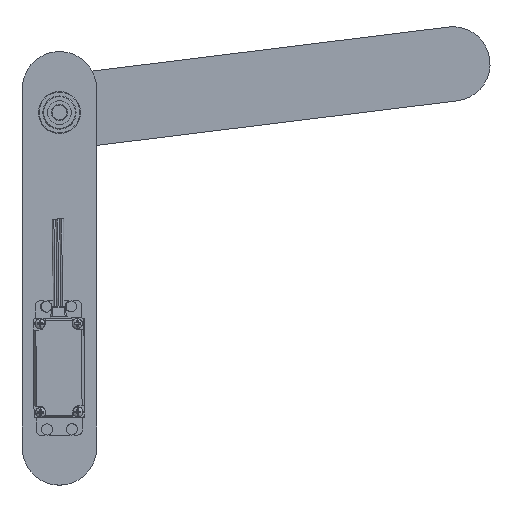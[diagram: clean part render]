
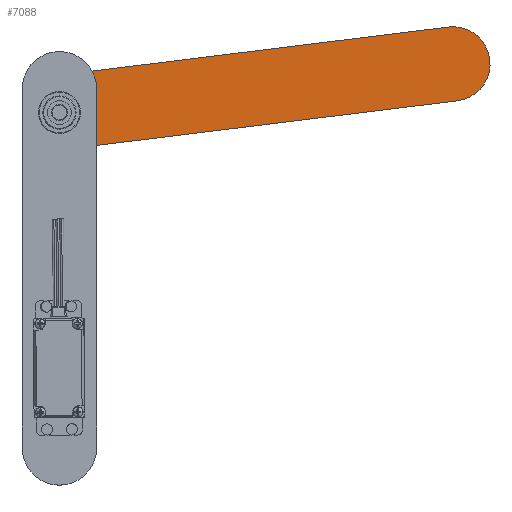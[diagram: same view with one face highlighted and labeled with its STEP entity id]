
A CAD part, left-side view. The second image highlights one B-rep face of the part: STEP entity #7088.
In plain terms, the highlighted face is planar.
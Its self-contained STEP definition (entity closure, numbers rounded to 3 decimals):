
#4498=CARTESIAN_POINT('',(0.,-8.5,0.));
#4499=DIRECTION('',(0.,1.,0.));
#4500=DIRECTION('',(-1.,0.,0.));
#4501=AXIS2_PLACEMENT_3D('',#4498,#4499,#4500);
#4503=CARTESIAN_POINT('',(0.,-8.5,160.));
#4504=DIRECTION('',(0.,-1.,0.));
#4505=DIRECTION('',(1.,0.,0.));
#4506=AXIS2_PLACEMENT_3D('',#4503,#4504,#4505);
#4508=CARTESIAN_POINT('',(-1.1,-8.5,-1.1));
#4509=DIRECTION('',(0.,1.,0.));
#4510=DIRECTION('',(0.,0.,-1.));
#4511=AXIS2_PLACEMENT_3D('',#4508,#4509,#4510);
#4513=DIRECTION('',(1.,0.,0.));
#4514=VECTOR('',#4513,2.2);
#4515=CARTESIAN_POINT('',(-1.1,-8.5,-15.));
#4516=LINE('',#4515,#4514);
#4517=CARTESIAN_POINT('',(1.1,-8.5,-1.1));
#4518=DIRECTION('',(0.,1.,0.));
#4519=DIRECTION('',(1.,0.,0.));
#4520=AXIS2_PLACEMENT_3D('',#4517,#4518,#4519);
#4522=DIRECTION('',(0.,0.,1.));
#4523=VECTOR('',#4522,161.1);
#4524=CARTESIAN_POINT('',(15.,-8.5,-1.1));
#4525=LINE('',#4524,#4523);
#4526=CARTESIAN_POINT('',(0.,-8.5,0.));
#4527=DIRECTION('',(0.,1.,0.));
#4528=DIRECTION('',(1.,0.,0.));
#4529=AXIS2_PLACEMENT_3D('',#4526,#4527,#4528);
#4646=DIRECTION('',(0.,0.,1.));
#4647=VECTOR('',#4646,161.1);
#4648=CARTESIAN_POINT('',(-15.,-8.5,-1.1));
#4649=LINE('',#4648,#4647);
#5792=CARTESIAN_POINT('',(-6.11,-8.5,0.));
#5793=CARTESIAN_POINT('',(6.11,-8.5,0.));
#5794=VERTEX_POINT('',#5792);
#5795=VERTEX_POINT('',#5793);
#5800=CARTESIAN_POINT('',(15.,-8.5,-1.1));
#5801=VERTEX_POINT('',#5800);
#5802=CARTESIAN_POINT('',(1.1,-8.5,-15.));
#5803=VERTEX_POINT('',#5802);
#5804=CARTESIAN_POINT('',(-1.1,-8.5,-15.));
#5805=CARTESIAN_POINT('',(-15.,-8.5,-1.1));
#5806=VERTEX_POINT('',#5804);
#5807=VERTEX_POINT('',#5805);
#5828=CARTESIAN_POINT('',(15.,-8.5,160.));
#5829=CARTESIAN_POINT('',(-15.,-8.5,160.));
#5830=VERTEX_POINT('',#5828);
#5831=VERTEX_POINT('',#5829);
#7064=CARTESIAN_POINT('',(0.,-8.5,0.));
#7065=DIRECTION('',(0.,-1.,0.));
#7066=DIRECTION('',(0.,0.,-1.));
#7067=AXIS2_PLACEMENT_3D('',#7064,#7065,#7066);
#7068=PLANE('',#7067);
#7070=ORIENTED_EDGE('',*,*,#7069,.T.);
#7072=ORIENTED_EDGE('',*,*,#7071,.F.);
#7074=ORIENTED_EDGE('',*,*,#7073,.F.);
#7076=ORIENTED_EDGE('',*,*,#7075,.T.);
#7078=ORIENTED_EDGE('',*,*,#7077,.F.);
#7080=ORIENTED_EDGE('',*,*,#7079,.T.);
#7081=EDGE_LOOP('',(#7070,#7072,#7074,#7076,#7078,#7080));
#7082=FACE_OUTER_BOUND('',#7081,.F.);
#7083=ORIENTED_EDGE('',*,*,#7054,.T.);
#7085=ORIENTED_EDGE('',*,*,#7084,.T.);
#7086=EDGE_LOOP('',(#7083,#7085));
#7087=FACE_BOUND('',#7086,.F.);
#7088=ADVANCED_FACE('',(#7082,#7087),#7068,.F.);
#4502=CIRCLE('',#4501,6.11);
#4507=CIRCLE('',#4506,15.);
#4512=CIRCLE('',#4511,13.9);
#4521=CIRCLE('',#4520,13.9);
#4530=CIRCLE('',#4529,6.11);
#7054=EDGE_CURVE('',#5794,#5795,#4502,.T.);
#7069=EDGE_CURVE('',#5830,#5831,#4507,.T.);
#7071=EDGE_CURVE('',#5807,#5831,#4649,.T.);
#7073=EDGE_CURVE('',#5806,#5807,#4512,.T.);
#7075=EDGE_CURVE('',#5806,#5803,#4516,.T.);
#7077=EDGE_CURVE('',#5801,#5803,#4521,.T.);
#7079=EDGE_CURVE('',#5801,#5830,#4525,.T.);
#7084=EDGE_CURVE('',#5795,#5794,#4530,.T.);
